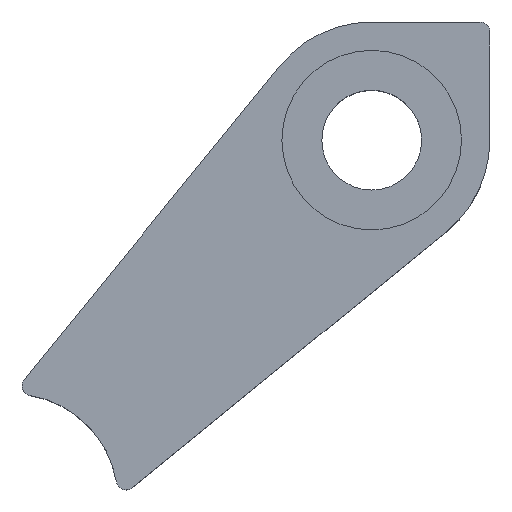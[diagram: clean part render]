
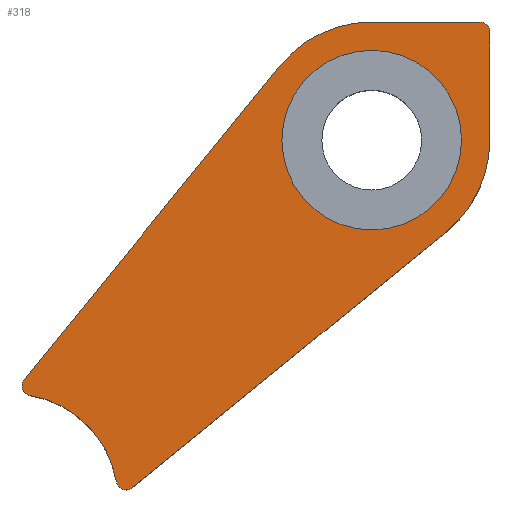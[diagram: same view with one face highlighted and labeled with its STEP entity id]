
A CAD part, top view. The second image highlights one B-rep face of the part: STEP entity #318.
In plain terms, the highlighted planar face has unit normal (0, 0, 1).
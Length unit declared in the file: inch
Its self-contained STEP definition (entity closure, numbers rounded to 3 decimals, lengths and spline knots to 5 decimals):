
#19=FACE_BOUND('',#71,.T.);
#28=PLANE('',#379);
#47=FACE_OUTER_BOUND('',#70,.T.);
#70=EDGE_LOOP('',(#279,#280,#281,#282,#283,#284,#285,#286,#287,#288));
#71=EDGE_LOOP('',(#289));
#86=LINE('',#552,#108);
#89=LINE('',#561,#111);
#92=LINE('',#568,#114);
#93=LINE('',#570,#115);
#108=VECTOR('',#456,0.3937);
#111=VECTOR('',#467,0.3937);
#114=VECTOR('',#476,0.3937);
#115=VECTOR('',#479,0.3937);
#121=CIRCLE('',#351,0.5625);
#124=CIRCLE('',#356,0.0625);
#131=CIRCLE('',#365,0.66);
#132=CIRCLE('',#367,0.0625);
#133=CIRCLE('',#369,0.0625);
#134=CIRCLE('',#373,0.74);
#135=CIRCLE('',#376,0.74);
#141=VERTEX_POINT('',#500);
#144=VERTEX_POINT('',#509);
#145=VERTEX_POINT('',#510);
#156=VERTEX_POINT('',#536);
#157=VERTEX_POINT('',#540);
#158=VERTEX_POINT('',#544);
#159=VERTEX_POINT('',#545);
#160=VERTEX_POINT('',#550);
#161=VERTEX_POINT('',#556);
#162=VERTEX_POINT('',#560);
#163=VERTEX_POINT('',#564);
#171=EDGE_CURVE('',#141,#141,#121,.T.);
#175=EDGE_CURVE('',#144,#145,#124,.T.);
#188=EDGE_CURVE('',#156,#145,#131,.T.);
#190=EDGE_CURVE('',#156,#157,#132,.T.);
#192=EDGE_CURVE('',#158,#159,#133,.T.);
#196=EDGE_CURVE('',#158,#160,#86,.T.);
#199=EDGE_CURVE('',#160,#161,#134,.T.);
#200=EDGE_CURVE('',#162,#159,#89,.T.);
#202=EDGE_CURVE('',#163,#162,#135,.T.);
#204=EDGE_CURVE('',#144,#163,#92,.T.);
#205=EDGE_CURVE('',#161,#157,#93,.T.);
#279=ORIENTED_EDGE('',*,*,#175,.F.);
#280=ORIENTED_EDGE('',*,*,#204,.T.);
#281=ORIENTED_EDGE('',*,*,#202,.T.);
#282=ORIENTED_EDGE('',*,*,#200,.T.);
#283=ORIENTED_EDGE('',*,*,#192,.F.);
#284=ORIENTED_EDGE('',*,*,#196,.T.);
#285=ORIENTED_EDGE('',*,*,#199,.T.);
#286=ORIENTED_EDGE('',*,*,#205,.T.);
#287=ORIENTED_EDGE('',*,*,#190,.F.);
#288=ORIENTED_EDGE('',*,*,#188,.T.);
#289=ORIENTED_EDGE('',*,*,#171,.T.);
#318=ADVANCED_FACE('',(#47,#19),#28,.T.);
#351=AXIS2_PLACEMENT_3D('',#501,#404,#405);
#356=AXIS2_PLACEMENT_3D('',#511,#415,#416);
#365=AXIS2_PLACEMENT_3D('',#537,#439,#440);
#367=AXIS2_PLACEMENT_3D('',#541,#444,#445);
#369=AXIS2_PLACEMENT_3D('',#546,#449,#450);
#373=AXIS2_PLACEMENT_3D('',#558,#463,#464);
#376=AXIS2_PLACEMENT_3D('',#565,#471,#472);
#379=AXIS2_PLACEMENT_3D('',#571,#480,#481);
#404=DIRECTION('center_axis',(0.,0.,-1.));
#405=DIRECTION('ref_axis',(1.,0.,0.));
#415=DIRECTION('center_axis',(0.,0.,-1.));
#416=DIRECTION('ref_axis',(-0.35,-0.937,0.));
#439=DIRECTION('center_axis',(0.,0.,-1.));
#440=DIRECTION('ref_axis',(-1.,0.,0.));
#444=DIRECTION('center_axis',(0.,0.,-1.));
#445=DIRECTION('ref_axis',(-0.937,-0.35,0.));
#449=DIRECTION('center_axis',(0.,0.,-1.));
#450=DIRECTION('ref_axis',(0.707,0.707,0.));
#456=DIRECTION('',(-1.,0.,0.));
#463=DIRECTION('center_axis',(0.,0.,1.));
#464=DIRECTION('ref_axis',(0.,1.,0.));
#467=DIRECTION('',(0.,1.,0.));
#471=DIRECTION('center_axis',(0.,0.,1.));
#472=DIRECTION('ref_axis',(0.632,-0.775,0.));
#476=DIRECTION('',(0.775,0.632,0.));
#479=DIRECTION('',(-0.632,-0.775,0.));
#480=DIRECTION('center_axis',(0.,0.,1.));
#481=DIRECTION('ref_axis',(1.,0.,0.));
#500=CARTESIAN_POINT('',(-1.3125,-0.75,0.46875));
#501=CARTESIAN_POINT('Origin',(-0.75,-0.75,0.46875));
#509=CARTESIAN_POINT('',(-2.24856,-2.9255,0.46875));
#510=CARTESIAN_POINT('',(-2.34963,-2.88768,0.46875));
#511=CARTESIAN_POINT('Origin',(-2.28804,-2.87705,0.46875));
#536=CARTESIAN_POINT('',(-2.88768,-2.34963,0.46875));
#537=CARTESIAN_POINT('Origin',(-3.,-3.,0.46875));
#540=CARTESIAN_POINT('',(-2.9255,-2.24856,0.46875));
#541=CARTESIAN_POINT('Origin',(-2.87705,-2.28804,0.46875));
#544=CARTESIAN_POINT('',(-0.0725,-0.01,0.46875));
#545=CARTESIAN_POINT('',(-0.01,-0.0725,0.46875));
#546=CARTESIAN_POINT('Origin',(-0.0725,-0.0725,
0.46875));
#550=CARTESIAN_POINT('',(-0.75,-0.01,0.46875));
#552=CARTESIAN_POINT('',(-0.01,-0.01,0.46875));
#556=CARTESIAN_POINT('',(-1.32369,-0.28258,0.46875));
#558=CARTESIAN_POINT('Origin',(-0.75,-0.75,0.46875));
#560=CARTESIAN_POINT('',(-0.01,-0.75,0.46875));
#561=CARTESIAN_POINT('',(-0.01,-0.75,0.46875));
#564=CARTESIAN_POINT('',(-0.28258,-1.32369,0.46875));
#565=CARTESIAN_POINT('Origin',(-0.75,-0.75,0.46875));
#568=CARTESIAN_POINT('',(-2.34,-3.,0.46875));
#570=CARTESIAN_POINT('',(-1.32369,-0.28258,0.46875));
#571=CARTESIAN_POINT('Origin',(-1.505,-1.505,0.46875));
